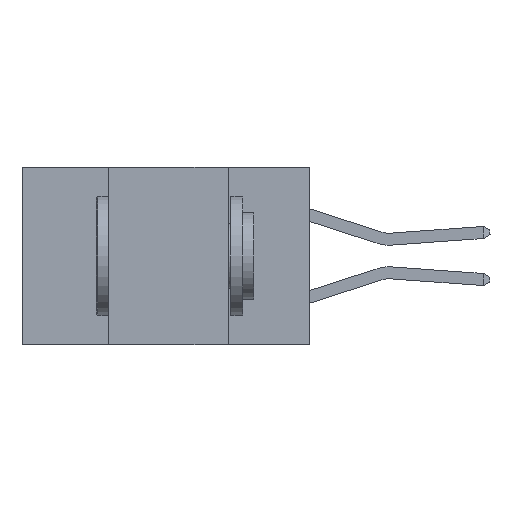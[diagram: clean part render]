
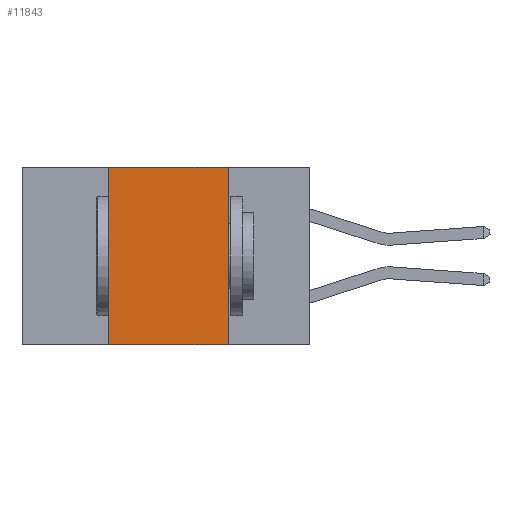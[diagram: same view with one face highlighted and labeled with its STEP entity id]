
A CAD part, left-side view. The second image highlights one B-rep face of the part: STEP entity #11843.
In plain terms, the highlighted planar face has unit normal (-1, 0, 0).
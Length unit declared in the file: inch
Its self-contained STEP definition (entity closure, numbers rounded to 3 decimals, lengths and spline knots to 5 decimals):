
#329 = VECTOR ( 'NONE', #10160, 39.37008 ) ;
#729 = EDGE_LOOP ( 'NONE', ( #4486, #3021, #3465, #3902 ) ) ;
#1277 = CARTESIAN_POINT ( 'NONE',  ( 0., 0.17, 0. ) ) ;
#1293 = DIRECTION ( 'NONE',  ( 1., 0., 0. ) ) ;
#2359 = EDGE_CURVE ( 'NONE', #15293, #4969, #12125, .T. ) ;
#3021 = ORIENTED_EDGE ( 'NONE', *, *, #3125, .F. ) ;
#3125 = EDGE_CURVE ( 'NONE', #10591, #15293, #17487, .T. ) ;
#3139 = DIRECTION ( 'NONE',  ( 0., -1., 0. ) ) ;
#3465 = ORIENTED_EDGE ( 'NONE', *, *, #15542, .F. ) ;
#3902 = ORIENTED_EDGE ( 'NONE', *, *, #9626, .T. ) ;
#4080 = LINE ( 'NONE', #8645, #329 ) ;
#4133 = DIRECTION ( 'NONE',  ( 0., 0., 1. ) ) ;
#4486 = ORIENTED_EDGE ( 'NONE', *, *, #2359, .F. ) ;
#4969 = VERTEX_POINT ( 'NONE', #9660 ) ;
#5447 = FACE_OUTER_BOUND ( 'NONE', #729, .T. ) ;
#5840 = CARTESIAN_POINT ( 'NONE',  ( 0., 0.6, 0. ) ) ;
#6768 = PLANE ( 'NONE',  #7099 ) ;
#7099 = AXIS2_PLACEMENT_3D ( 'NONE', #9538, #1293, #10932 ) ;
#8514 = VECTOR ( 'NONE', #4133, 39.37008 ) ;
#8645 = CARTESIAN_POINT ( 'NONE',  ( 0., 0.6, -0.37 ) ) ;
#9104 = CARTESIAN_POINT ( 'NONE',  ( 0., 0.17, 0. ) ) ;
#9538 = CARTESIAN_POINT ( 'NONE',  ( 0., 0.6, 0. ) ) ;
#9614 = DIRECTION ( 'NONE',  ( 0., 0., -1. ) ) ;
#9626 = EDGE_CURVE ( 'NONE', #10878, #4969, #4080, .T. ) ;
#9660 = CARTESIAN_POINT ( 'NONE',  ( 0., 0.17, -0.37 ) ) ;
#10160 = DIRECTION ( 'NONE',  ( 0., -1., 0. ) ) ;
#10591 = VERTEX_POINT ( 'NONE', #15469 ) ;
#10878 = VERTEX_POINT ( 'NONE', #17333 ) ;
#10932 = DIRECTION ( 'NONE',  ( 0., 0., -1. ) ) ;
#11843 = ADVANCED_FACE ( 'NONE', ( #5447 ), #6768, .F. ) ;
#12125 = LINE ( 'NONE', #1277, #15342 ) ;
#13793 = CARTESIAN_POINT ( 'NONE',  ( 0., 0.42, 0. ) ) ;
#15293 = VERTEX_POINT ( 'NONE', #9104 ) ;
#15342 = VECTOR ( 'NONE', #9614, 39.37008 ) ;
#15469 = CARTESIAN_POINT ( 'NONE',  ( 0., 0.42, 0. ) ) ;
#15542 = EDGE_CURVE ( 'NONE', #10878, #10591, #17207, .T. ) ;
#17050 = VECTOR ( 'NONE', #3139, 39.37008 ) ;
#17207 = LINE ( 'NONE', #13793, #8514 ) ;
#17333 = CARTESIAN_POINT ( 'NONE',  ( 0., 0.42, -0.37 ) ) ;
#17487 = LINE ( 'NONE', #5840, #17050 ) ;
